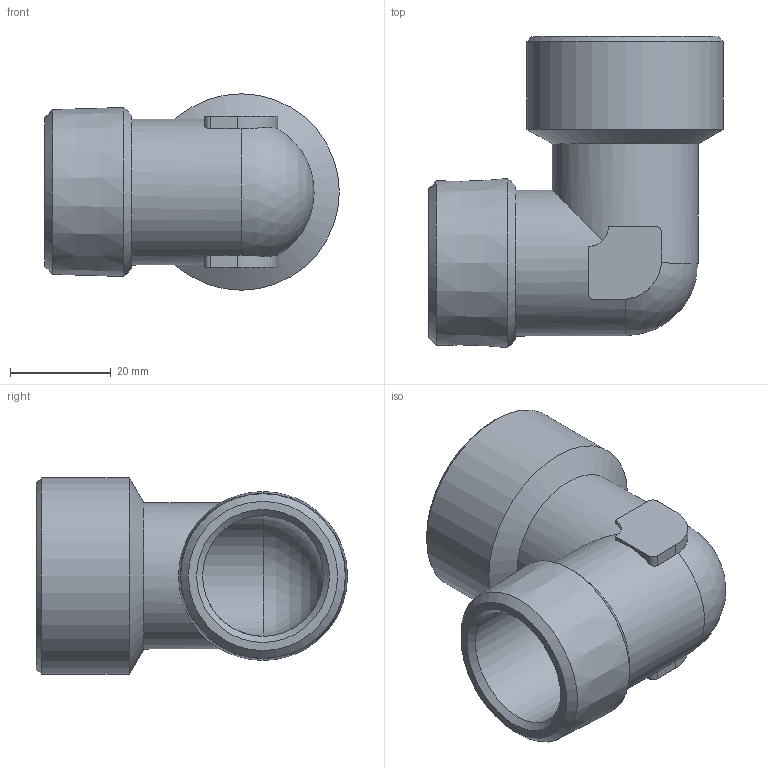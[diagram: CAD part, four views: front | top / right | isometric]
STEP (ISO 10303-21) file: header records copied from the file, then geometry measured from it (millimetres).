
FILE_DESCRIPTION(/* description */ ('STEP AP214'),/* implementation_level */ '2;1');
FILE_NAME(/* name */ '8030221_NPFC-L-R1-G1-MF',/* time_stamp */ '2024-09-12T23:38:30+02:00',/* author */ ('License CC BY-ND 4.0'),/* organization */ ('CADENAS'),/* preprocessor_version */ 'ST-DEVELOPER v19.3',/* originating_system */ 'PARTsolutions',/* authorisation */ ' ');
FILE_SCHEMA (('AUTOMOTIVE_DESIGN {1 0 10303 214 3 1 1}'));
Length unit declared in the file: millimetre
Products named in the file (1): 8030221 NPFC-L-R1-G1-MF
Bounding box: 58.5 x 61.79 x 39 mm (x, y, z)
Volume: 25667.8 mm3; surface area: 16230.3 mm2
Topology: 1 solids, 1 shells, 37 faces, 95 edges, 59 vertices
Faces by surface type: cylinder 14, plane 13, cone 8, sphere 2
Full cylindrical faces by diameter (mm): 24 x2, 29 x2, 30.291 x1, 39 x1
Entity records: 1060 total; most frequent: CARTESIAN_POINT 220, DIRECTION 170, ORIENTED_EDGE 150, EDGE_CURVE 75, AXIS2_PLACEMENT_3D 71, VERTEX_POINT 55, EDGE_LOOP 54, FACE_BOUND 54
